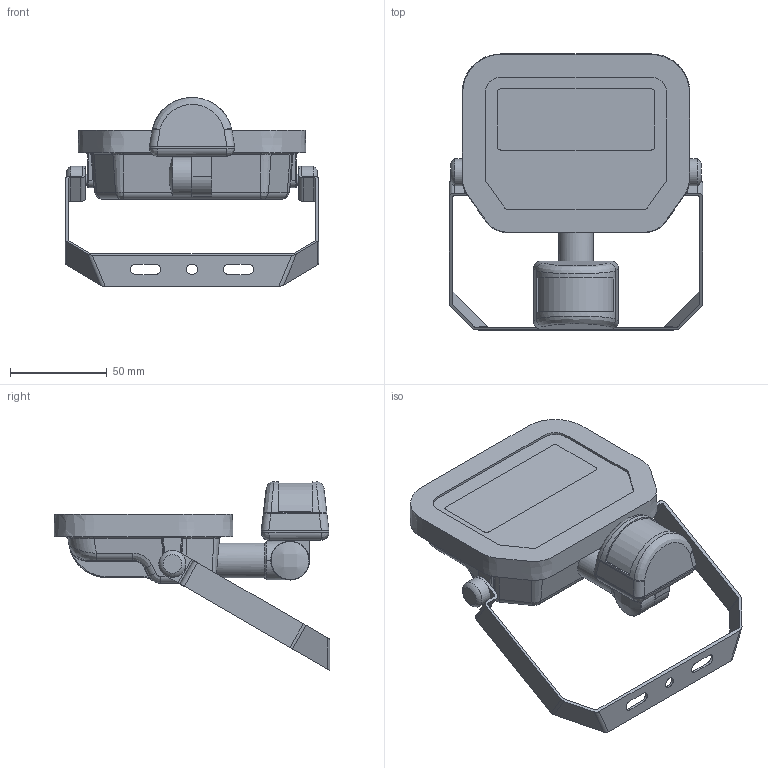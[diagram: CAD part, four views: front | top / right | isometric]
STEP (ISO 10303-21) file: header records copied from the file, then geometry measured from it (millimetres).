
FILE_DESCRIPTION (( 'STEP AP214' ), '1' );
FILE_NAME ('FL_G3_SEN_10W.STEP', '2023-05-02T08:59:22', ( '' ), ( '' ), 'SwSTEP 2.0', 'SolidWorks 2020', '' );
FILE_SCHEMA (( 'AUTOMOTIVE_DESIGN' ));
Length unit declared in the file: millimetre
Products named in the file (1): FL_G3_SEN_10W
Bounding box: 131 x 142.5 x 97.57 mm (x, y, z)
Volume: 247757.8 mm3; surface area: 94446.5 mm2
Topology: 10 solids, 11 shells, 543 faces, 1395 edges, 874 vertices
Faces by surface type: cylinder 194, bspline 171, plane 168, cone 8, torus 2
Full cylindrical faces by diameter (mm): 5.8 x2, 6 x2, 11.5 x1, 13.957 x2, 18 x1
Entity records: 37060 total; most frequent: CARTESIAN_POINT 19248, ORIENTED_EDGE 2734, DIRECTION 2005, EDGE_CURVE 1367, VERTEX_POINT 871, AXIS2_PLACEMENT_3D 709, VECTOR 587, LINE 587
